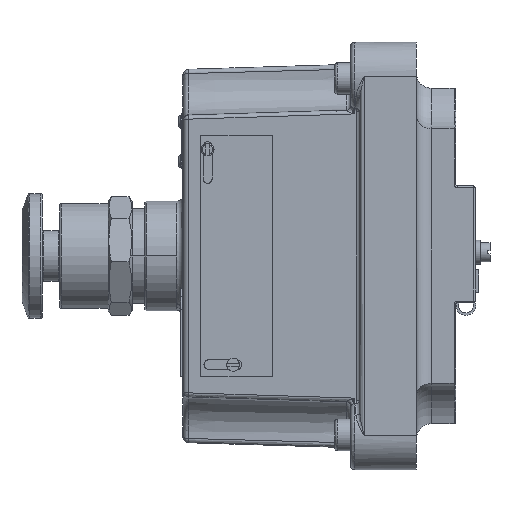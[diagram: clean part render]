
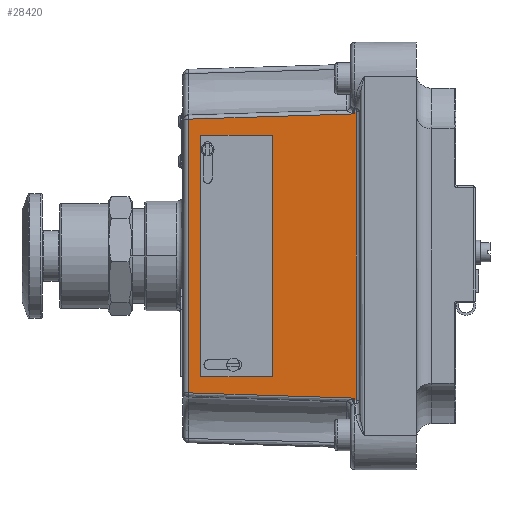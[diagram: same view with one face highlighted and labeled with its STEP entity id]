
A CAD part, left-side view. The second image highlights one B-rep face of the part: STEP entity #28420.
In plain terms, the highlighted planar face has unit normal (-1, 0.03, 0).
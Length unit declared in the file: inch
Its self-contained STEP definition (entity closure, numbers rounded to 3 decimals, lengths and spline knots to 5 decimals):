
#370 = LINE ( 'NONE', #25877, #20194 ) ;
#506 = CARTESIAN_POINT ( 'NONE',  ( -1.46458, 2.6776, -1.5 ) ) ;
#604 = VERTEX_POINT ( 'NONE', #4142 ) ;
#831 = CARTESIAN_POINT ( 'NONE',  ( -1.52296, 0.76683, -1.76543 ) ) ;
#995 = ORIENTED_EDGE ( 'NONE', *, *, #13776, .T. ) ;
#1293 =( BOUNDED_CURVE ( )  B_SPLINE_CURVE ( 3, ( #7986, #23371, #5387, #10605 ),
 .UNSPECIFIED., .F., .F. ) 
 B_SPLINE_CURVE_WITH_KNOTS ( ( 4, 4 ),
 ( 5.0328, 5.03384 ),
 .UNSPECIFIED. ) 
 CURVE ( )  GEOMETRIC_REPRESENTATION_ITEM ( )  RATIONAL_B_SPLINE_CURVE ( ( 1., 1., 1., 1. ) ) 
 REPRESENTATION_ITEM ( '' )  );
#1645 = CARTESIAN_POINT ( 'NONE',  ( -1.46001, 2.82729, 1.70024 ) ) ;
#2468 = ORIENTED_EDGE ( 'NONE', *, *, #14445, .T. ) ;
#2636 = CARTESIAN_POINT ( 'NONE',  ( -1.52302, 0.76479, -1.78891 ) ) ;
#2859 = LINE ( 'NONE', #16372, #29341 ) ;
#2985 = VECTOR ( 'NONE', #20719, 39.37008 ) ;
#3112 = DIRECTION ( 'NONE',  ( -1., 0.031, 0. ) ) ;
#3696 = CARTESIAN_POINT ( 'NONE',  ( -1.52305, 0.76377, 1.78892 ) ) ;
#4142 = CARTESIAN_POINT ( 'NONE',  ( -1.52305, 0.76377, 1.78892 ) ) ;
#4568 = ORIENTED_EDGE ( 'NONE', *, *, #30257, .T. ) ;
#4791 = EDGE_CURVE ( 'NONE', #17410, #19759, #15396, .T. ) ;
#5027 = VERTEX_POINT ( 'NONE', #506 ) ;
#5284 = CARTESIAN_POINT ( 'NONE',  ( -1.46458, 2.6776, -1.5 ) ) ;
#5360 = EDGE_CURVE ( 'NONE', #7931, #25273, #6089, .T. ) ;
#5387 = CARTESIAN_POINT ( 'NONE',  ( -1.52336, 0.75357, -1.78902 ) ) ;
#5885 = CARTESIAN_POINT ( 'NONE',  ( -1.50198, 1.4536, -1.74219 ) ) ;
#5949 = CARTESIAN_POINT ( 'NONE',  ( -1.52352, 0.74847, 1.78908 ) ) ;
#6089 = B_SPLINE_CURVE_WITH_KNOTS ( 'NONE', 3,
 ( #29821, #32342, #17176, #1645 ),
 .UNSPECIFIED., .F., .F.,
 ( 4, 4 ),
 ( -0.00123, 0.05115 ),
 .UNSPECIFIED. ) ;
#6177 = CARTESIAN_POINT ( 'NONE',  ( -1.52321, 0.75867, 1.78897 ) ) ;
#7195 = VERTEX_POINT ( 'NONE', #26549 ) ;
#7333 = DIRECTION ( 'NONE',  ( 0.031, 1., 0. ) ) ;
#7366 = VECTOR ( 'NONE', #27729, 39.37008 ) ;
#7627 = AXIS2_PLACEMENT_3D ( 'NONE', #18598, #3112, #21159 ) ;
#7693 = VECTOR ( 'NONE', #7333, 39.37008 ) ;
#7878 = CARTESIAN_POINT ( 'NONE',  ( -1.52352, 0.74847, -1.78908 ) ) ;
#7931 = VERTEX_POINT ( 'NONE', #9532 ) ;
#7986 = CARTESIAN_POINT ( 'NONE',  ( -1.52305, 0.76377, -1.78892 ) ) ;
#8490 =( BOUNDED_CURVE ( )  B_SPLINE_CURVE ( 3, ( #5949, #11266, #6177, #24130 ),
 .UNSPECIFIED., .F., .F. ) 
 B_SPLINE_CURVE_WITH_KNOTS ( ( 4, 4 ),
 ( 1.24934, 1.25039 ),
 .UNSPECIFIED. ) 
 CURVE ( )  GEOMETRIC_REPRESENTATION_ITEM ( )  RATIONAL_B_SPLINE_CURVE ( ( 1., 1., 1., 1. ) ) 
 REPRESENTATION_ITEM ( '' )  );
#9252 = CARTESIAN_POINT ( 'NONE',  ( -1.49176, 1.78801, -1.5 ) ) ;
#9532 = CARTESIAN_POINT ( 'NONE',  ( -1.52296, 0.76683, 1.76543 ) ) ;
#9560 = CARTESIAN_POINT ( 'NONE',  ( -1.46458, 2.6776, 1.5 ) ) ;
#9875 = CARTESIAN_POINT ( 'NONE',  ( -1.52296, 0.76683, -2.235 ) ) ;
#10369 = ORIENTED_EDGE ( 'NONE', *, *, #32331, .T. ) ;
#10437 = ORIENTED_EDGE ( 'NONE', *, *, #4791, .F. ) ;
#10605 = CARTESIAN_POINT ( 'NONE',  ( -1.52352, 0.74847, -1.78908 ) ) ;
#11266 = CARTESIAN_POINT ( 'NONE',  ( -1.52336, 0.75357, 1.78902 ) ) ;
#11302 = DIRECTION ( 'NONE',  ( 0., 0., -1. ) ) ;
#11529 = FACE_BOUND ( 'NONE', #31238, .T. ) ;
#11808 = DIRECTION ( 'NONE',  ( 0., 0., 1. ) ) ;
#12775 = EDGE_LOOP ( 'NONE', ( #28478, #10369, #2468, #4568, #17103, #32060, #995, #19511, #20691, #30839 ) ) ;
#12954 = CARTESIAN_POINT ( 'NONE',  ( -1.52296, 0.76683, -1.78894 ) ) ;
#13776 = EDGE_CURVE ( 'NONE', #24745, #7931, #27001, .T. ) ;
#13942 = VERTEX_POINT ( 'NONE', #831 ) ;
#13954 = EDGE_CURVE ( 'NONE', #13942, #7195, #2859, .T. ) ;
#14101 = CARTESIAN_POINT ( 'NONE',  ( -1.52299, 0.76581, 1.78892 ) ) ;
#14141 = VECTOR ( 'NONE', #15847, 39.37008 ) ;
#14445 = EDGE_CURVE ( 'NONE', #24809, #16006, #1293, .T. ) ;
#15163 = FACE_OUTER_BOUND ( 'NONE', #12775, .T. ) ;
#15361 = VERTEX_POINT ( 'NONE', #19640 ) ;
#15396 = LINE ( 'NONE', #30036, #7693 ) ;
#15557 = CARTESIAN_POINT ( 'NONE',  ( -1.52299, 0.76581, -1.78892 ) ) ;
#15847 = DIRECTION ( 'NONE',  ( 0., 0., -1. ) ) ;
#16006 = VERTEX_POINT ( 'NONE', #7878 ) ;
#16170 = LINE ( 'NONE', #32361, #22971 ) ;
#16372 = CARTESIAN_POINT ( 'NONE',  ( -1.52296, 0.76683, -1.82623 ) ) ;
#16680 = EDGE_CURVE ( 'NONE', #19759, #5027, #16170, .T. ) ;
#16773 = LINE ( 'NONE', #5284, #2985 ) ;
#17103 = ORIENTED_EDGE ( 'NONE', *, *, #20312, .T. ) ;
#17176 = CARTESIAN_POINT ( 'NONE',  ( -1.48099, 2.14043, 1.72064 ) ) ;
#17410 = VERTEX_POINT ( 'NONE', #31289 ) ;
#17510 = DIRECTION ( 'NONE',  ( 0., 0., -1. ) ) ;
#18321 = B_SPLINE_CURVE_WITH_KNOTS ( 'NONE', 3,
 ( #12954, #15557, #2636, #20688 ),
 .UNSPECIFIED., .F., .F.,
 ( 4, 4 ),
 ( 0., 0.00008 ),
 .UNSPECIFIED. ) ;
#18598 = CARTESIAN_POINT ( 'NONE',  ( -1.525, 0.7, -2.235 ) ) ;
#18637 = CARTESIAN_POINT ( 'NONE',  ( -1.49176, 1.78801, -1.5 ) ) ;
#18739 = CARTESIAN_POINT ( 'NONE',  ( -1.46001, 2.82729, -1.70024 ) ) ;
#19154 = CARTESIAN_POINT ( 'NONE',  ( -1.52302, 0.76479, 1.78891 ) ) ;
#19409 = B_SPLINE_CURVE_WITH_KNOTS ( 'NONE', 3,
 ( #3696, #19154, #14101, #31900 ),
 .UNSPECIFIED., .F., .F.,
 ( 4, 4 ),
 ( 0., 0.00008 ),
 .UNSPECIFIED. ) ;
#19511 = ORIENTED_EDGE ( 'NONE', *, *, #5360, .T. ) ;
#19640 = CARTESIAN_POINT ( 'NONE',  ( -1.52352, 0.74847, 1.78908 ) ) ;
#19759 = VERTEX_POINT ( 'NONE', #9560 ) ;
#19929 = VECTOR ( 'NONE', #11808, 39.37008 ) ;
#19971 = EDGE_CURVE ( 'NONE', #604, #24745, #19409, .T. ) ;
#20194 = VECTOR ( 'NONE', #28512, 39.37008 ) ;
#20312 = EDGE_CURVE ( 'NONE', #15361, #604, #8490, .T. ) ;
#20688 = CARTESIAN_POINT ( 'NONE',  ( -1.52305, 0.76377, -1.78892 ) ) ;
#20691 = ORIENTED_EDGE ( 'NONE', *, *, #30261, .T. ) ;
#20719 = DIRECTION ( 'NONE',  ( -0.031, -1., 0. ) ) ;
#21159 = DIRECTION ( 'NONE',  ( -0.031, -1., 0. ) ) ;
#21326 = CARTESIAN_POINT ( 'NONE',  ( -1.48099, 2.14043, -1.72064 ) ) ;
#22033 = EDGE_CURVE ( 'NONE', #24568, #13942, #25519, .T. ) ;
#22971 = VECTOR ( 'NONE', #17510, 39.37008 ) ;
#23244 = ORIENTED_EDGE ( 'NONE', *, *, #16680, .F. ) ;
#23371 = CARTESIAN_POINT ( 'NONE',  ( -1.52321, 0.75867, -1.78897 ) ) ;
#23422 = CARTESIAN_POINT ( 'NONE',  ( -1.46001, 2.82729, -1.74889 ) ) ;
#23598 = PLANE ( 'NONE',  #7627 ) ;
#23853 = CARTESIAN_POINT ( 'NONE',  ( -1.52296, 0.76683, -1.76543 ) ) ;
#24130 = CARTESIAN_POINT ( 'NONE',  ( -1.52305, 0.76377, 1.78892 ) ) ;
#24502 = ORIENTED_EDGE ( 'NONE', *, *, #25081, .F. ) ;
#24568 = VERTEX_POINT ( 'NONE', #29025 ) ;
#24745 = VERTEX_POINT ( 'NONE', #25262 ) ;
#24809 = VERTEX_POINT ( 'NONE', #25695 ) ;
#25081 = EDGE_CURVE ( 'NONE', #27833, #17410, #26669, .T. ) ;
#25262 = CARTESIAN_POINT ( 'NONE',  ( -1.52296, 0.76683, 1.78894 ) ) ;
#25273 = VERTEX_POINT ( 'NONE', #33064 ) ;
#25519 = B_SPLINE_CURVE_WITH_KNOTS ( 'NONE', 3,
 ( #18739, #21326, #5885, #23853 ),
 .UNSPECIFIED., .F., .F.,
 ( 4, 4 ),
 ( 0., 0.05239 ),
 .UNSPECIFIED. ) ;
#25695 = CARTESIAN_POINT ( 'NONE',  ( -1.52305, 0.76377, -1.78892 ) ) ;
#25877 = CARTESIAN_POINT ( 'NONE',  ( -1.52352, 0.74847, 1.82708 ) ) ;
#26549 = CARTESIAN_POINT ( 'NONE',  ( -1.52296, 0.76683, -1.78894 ) ) ;
#26669 = LINE ( 'NONE', #9252, #19929 ) ;
#26925 = LINE ( 'NONE', #23422, #14141 ) ;
#27001 = LINE ( 'NONE', #9875, #7366 ) ;
#27597 = ORIENTED_EDGE ( 'NONE', *, *, #28356, .F. ) ;
#27729 = DIRECTION ( 'NONE',  ( 0., 0., -1. ) ) ;
#27833 = VERTEX_POINT ( 'NONE', #18637 ) ;
#28356 = EDGE_CURVE ( 'NONE', #5027, #27833, #16773, .T. ) ;
#28420 = ADVANCED_FACE ( 'NONE', ( #15163, #11529 ), #23598, .T. ) ;
#28478 = ORIENTED_EDGE ( 'NONE', *, *, #13954, .T. ) ;
#28512 = DIRECTION ( 'NONE',  ( 0., 0., 1. ) ) ;
#29025 = CARTESIAN_POINT ( 'NONE',  ( -1.46001, 2.82729, -1.70024 ) ) ;
#29341 = VECTOR ( 'NONE', #11302, 39.37008 ) ;
#29821 = CARTESIAN_POINT ( 'NONE',  ( -1.52296, 0.76683, 1.76543 ) ) ;
#30036 = CARTESIAN_POINT ( 'NONE',  ( -1.46458, 2.6776, 1.5 ) ) ;
#30257 = EDGE_CURVE ( 'NONE', #16006, #15361, #370, .T. ) ;
#30261 = EDGE_CURVE ( 'NONE', #25273, #24568, #26925, .T. ) ;
#30839 = ORIENTED_EDGE ( 'NONE', *, *, #22033, .T. ) ;
#31238 = EDGE_LOOP ( 'NONE', ( #27597, #23244, #10437, #24502 ) ) ;
#31289 = CARTESIAN_POINT ( 'NONE',  ( -1.49176, 1.78801, 1.5 ) ) ;
#31900 = CARTESIAN_POINT ( 'NONE',  ( -1.52296, 0.76683, 1.78894 ) ) ;
#32060 = ORIENTED_EDGE ( 'NONE', *, *, #19971, .T. ) ;
#32331 = EDGE_CURVE ( 'NONE', #7195, #24809, #18321, .T. ) ;
#32342 = CARTESIAN_POINT ( 'NONE',  ( -1.50198, 1.4536, 1.74219 ) ) ;
#32361 = CARTESIAN_POINT ( 'NONE',  ( -1.46458, 2.6776, -1.5 ) ) ;
#33064 = CARTESIAN_POINT ( 'NONE',  ( -1.46001, 2.82729, 1.70024 ) ) ;
